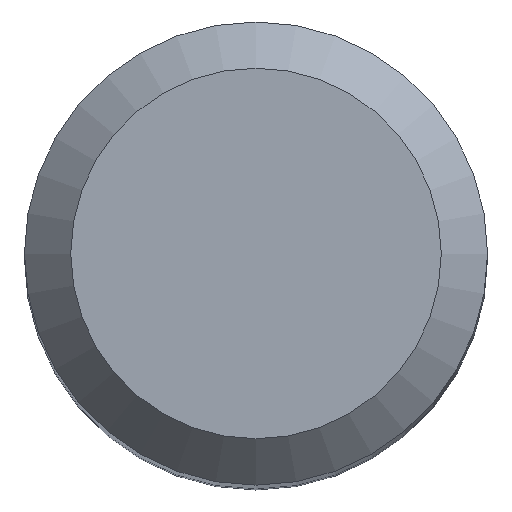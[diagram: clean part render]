
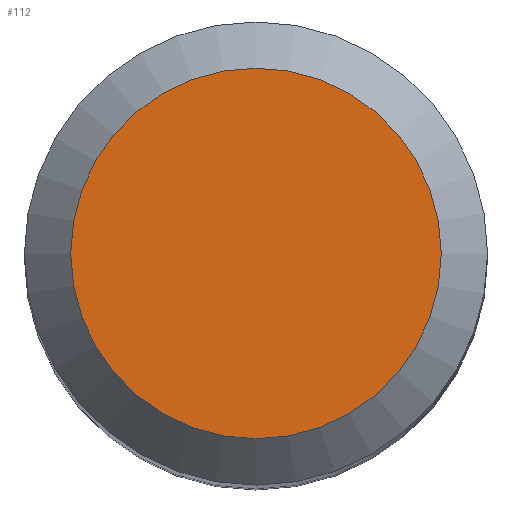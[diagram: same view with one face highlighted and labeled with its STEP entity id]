
A CAD part, top view. The second image highlights one B-rep face of the part: STEP entity #112.
In plain terms, the highlighted planar face has unit normal (0, 0, 1).
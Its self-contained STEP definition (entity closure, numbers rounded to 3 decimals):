
#3 = DIRECTION ( 'NONE',  ( 0., 0., -1. ) ) ;
#4 = ORIENTED_EDGE ( 'NONE', *, *, #75, .F. ) ;
#71 = CARTESIAN_POINT ( 'NONE',  ( 0., 4.8, 73. ) ) ;
#75 = EDGE_CURVE ( 'NONE', #155, #155, #149, .T. ) ;
#76 = AXIS2_PLACEMENT_3D ( 'NONE', #128, #3, #103 ) ;
#85 = DIRECTION ( 'NONE',  ( 0., 1., 0. ) ) ;
#89 = FACE_OUTER_BOUND ( 'NONE', #139, .T. ) ;
#103 = DIRECTION ( 'NONE',  ( 0., 1., 0. ) ) ;
#112 = ADVANCED_FACE ( 'NONE', ( #89 ), #157, .F. ) ;
#128 = CARTESIAN_POINT ( 'NONE',  ( 0., 0., 73. ) ) ;
#139 = EDGE_LOOP ( 'NONE', ( #4 ) ) ;
#141 = DIRECTION ( 'NONE',  ( 0., 0., -1. ) ) ;
#149 = CIRCLE ( 'NONE', #76, 4.8 ) ;
#155 = VERTEX_POINT ( 'NONE', #71 ) ;
#157 = PLANE ( 'NONE',  #198 ) ;
#196 = CARTESIAN_POINT ( 'NONE',  ( 0., 0., 73. ) ) ;
#198 = AXIS2_PLACEMENT_3D ( 'NONE', #196, #141, #85 ) ;
